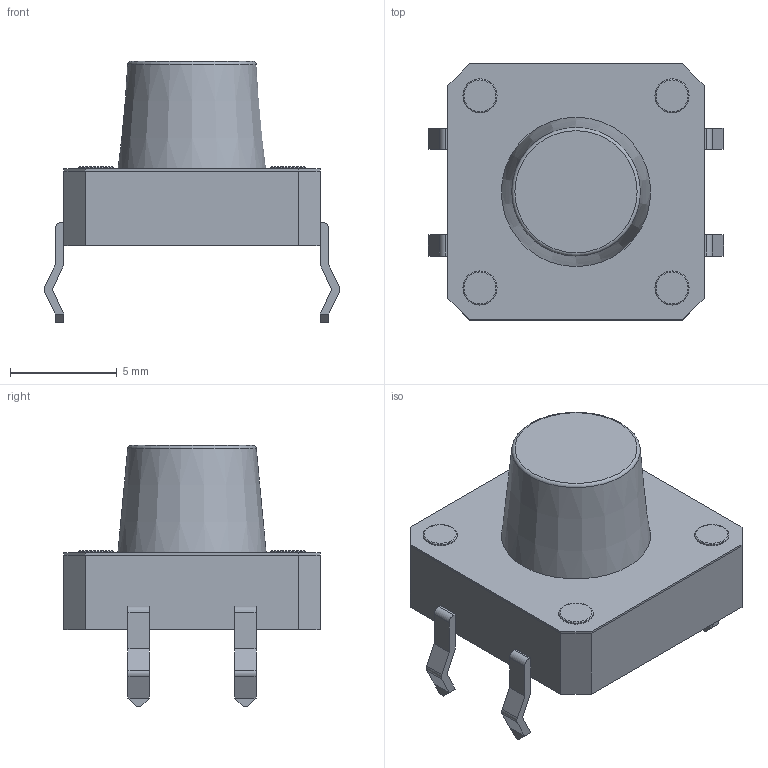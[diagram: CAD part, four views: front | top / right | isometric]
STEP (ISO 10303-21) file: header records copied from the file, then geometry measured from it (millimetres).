
FILE_DESCRIPTION(('FreeCAD Model'),'2;1');
FILE_NAME('Open CASCADE Shape Model','2022-11-18T11:57:13',( 'Engenharia Meltaltex'),('Engenharia Meltaltex'), 'Open CASCADE STEP processor 7.5','FreeCAD','Unknown');
FILE_SCHEMA(('AUTOMOTIVE_DESIGN { 1 0 10303 214 1 1 1 1 }'));
Length unit declared in the file: millimetre
Products named in the file (14): Open CASCADE STEP translator 7.5 10; Open CASCADE STEP translator 7.5 10.1; Open CASCADE STEP translator 7.5 10.2; Open CASCADE STEP translator 7.5 10.3; Open CASCADE STEP translator 7.5 10.4; Open CASCADE STEP translator 7.5 10.4.1; Open CASCADE STEP translator 7.5 10.4.2; Open CASCADE STEP translator 7.5 10.4.3; Open CASCADE STEP translator 7.5 10.4.4; Open CASCADE STEP translator 7.5 10.5; Open CASCADE STEP translator 7.5 10.5.1; Open CASCADE STEP translator 7.5 10.5.2; Open CASCADE STEP translator 7.5 10.5.3; Open CASCADE STEP translator 7.5 10.5.4
Assembly tree (13 placements, depth 3):
  Open CASCADE STEP translator 7.5 10
    Open CASCADE STEP translator 7.5 10.1
    Open CASCADE STEP translator 7.5 10.2
    Open CASCADE STEP translator 7.5 10.3
    Open CASCADE STEP translator 7.5 10.4
      Open CASCADE STEP translator 7.5 10.4.1
      Open CASCADE STEP translator 7.5 10.4.2
      Open CASCADE STEP translator 7.5 10.4.3
      Open CASCADE STEP translator 7.5 10.4.4
    Open CASCADE STEP translator 7.5 10.5
      Open CASCADE STEP translator 7.5 10.5.1
      Open CASCADE STEP translator 7.5 10.5.2
      Open CASCADE STEP translator 7.5 10.5.3
      Open CASCADE STEP translator 7.5 10.5.4
Bounding box: 13.83 x 12 x 12.23 mm (x, y, z)
Volume: 691.5 mm3; surface area: 904.7 mm2
Topology: 11 solids, 11 shells, 109 faces, 240 edges, 153 vertices
Faces by surface type: plane 86, cylinder 17, torus 5, cone 1
Full cylindrical faces by diameter (mm): 1.6 x4, 7 x1
Entity records: 3294 total; most frequent: DIRECTION 532, CARTESIAN_POINT 516, ORIENTED_EDGE 480, EDGE_CURVE 240, LINE 194, VECTOR 194, AXIS2_PLACEMENT_3D 169, VERTEX_POINT 153
